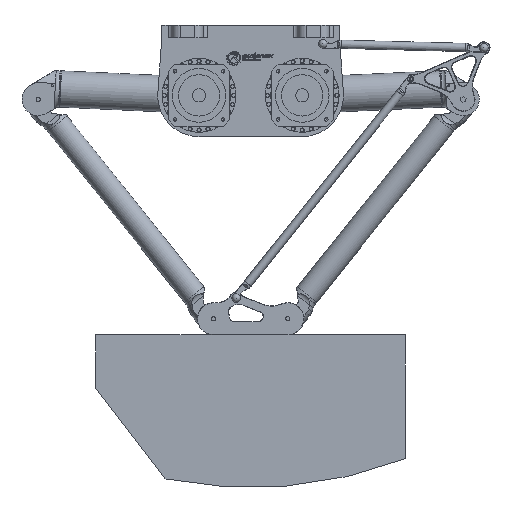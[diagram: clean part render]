
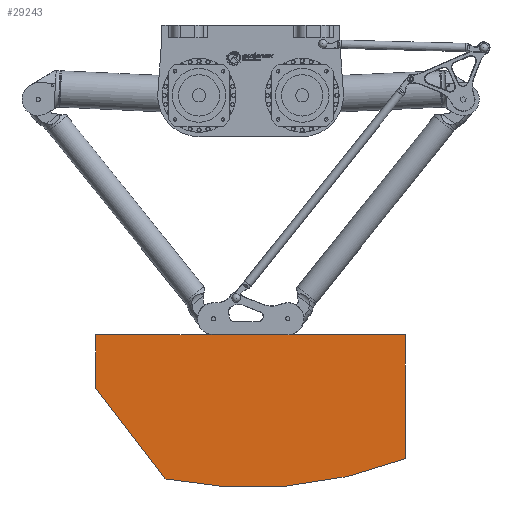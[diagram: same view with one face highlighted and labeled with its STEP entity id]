
A CAD part, left-side view. The second image highlights one B-rep face of the part: STEP entity #29243.
In plain terms, the highlighted face is planar.
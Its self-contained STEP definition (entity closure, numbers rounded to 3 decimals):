
#4329=FACE_OUTER_BOUND('',#6431,.T.);
#6431=EDGE_LOOP('',(#26705,#26706,#26707,#26708,#26709));
#7915=CIRCLE('',#32875,1039.464);
#10147=LINE('',#54833,#12389);
#10152=LINE('',#54845,#12394);
#10154=LINE('',#54851,#12396);
#10155=LINE('',#54852,#12397);
#12389=VECTOR('',#41566,10.);
#12394=VECTOR('',#41577,10.);
#12396=VECTOR('',#41583,10.);
#12397=VECTOR('',#41584,10.);
#14915=VERTEX_POINT('',#54830);
#14916=VERTEX_POINT('',#54832);
#14920=VERTEX_POINT('',#54844);
#14921=VERTEX_POINT('',#54848);
#14922=VERTEX_POINT('',#54850);
#18843=EDGE_CURVE('',#14916,#14915,#10147,.T.);
#18849=EDGE_CURVE('',#14916,#14920,#10152,.T.);
#18851=EDGE_CURVE('',#14921,#14915,#7915,.T.);
#18852=EDGE_CURVE('',#14922,#14921,#10154,.T.);
#18853=EDGE_CURVE('',#14920,#14922,#10155,.T.);
#26705=ORIENTED_EDGE('',*,*,#18843,.T.);
#26706=ORIENTED_EDGE('',*,*,#18851,.F.);
#26707=ORIENTED_EDGE('',*,*,#18852,.F.);
#26708=ORIENTED_EDGE('',*,*,#18853,.F.);
#26709=ORIENTED_EDGE('',*,*,#18849,.F.);
#27540=PLANE('',#32874);
#29243=ADVANCED_FACE('',(#4329),#27540,.F.);
#32874=AXIS2_PLACEMENT_3D('',#54847,#41579,#41580);
#32875=AXIS2_PLACEMENT_3D('',#54849,#41581,#41582);
#41566=DIRECTION('',(0.607,0.794,0.));
#41577=DIRECTION('',(0.,-1.,0.));
#41579=DIRECTION('center_axis',(0.,0.,1.));
#41580=DIRECTION('ref_axis',(1.,0.,0.));
#41581=DIRECTION('center_axis',(0.,0.,1.));
#41582=DIRECTION('ref_axis',(-0.361,-0.933,0.));
#41583=DIRECTION('',(0.,1.,0.));
#41584=DIRECTION('',(1.,0.,0.));
#54830=CARTESIAN_POINT('',(-207.464,199.086,-0.5));
#54832=CARTESIAN_POINT('',(-375.,-20.,-0.5));
#54833=CARTESIAN_POINT('',(-297.028,81.963,-0.5));
#54844=CARTESIAN_POINT('',(-375.,-150.,-0.5));
#54845=CARTESIAN_POINT('',(-375.,-150.,-0.5));
#54847=CARTESIAN_POINT('Origin',(0.,16.413,
-0.5));
#54848=CARTESIAN_POINT('',(375.,150.,-0.5));
#54849=CARTESIAN_POINT('Origin',(0.,-819.464,-0.5));
#54850=CARTESIAN_POINT('',(375.,-150.,-0.5));
#54851=CARTESIAN_POINT('',(375.,150.,-0.5));
#54852=CARTESIAN_POINT('',(375.,-150.,-0.5));
